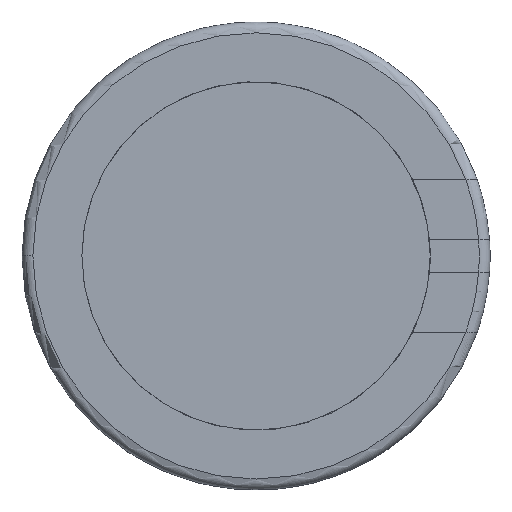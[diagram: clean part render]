
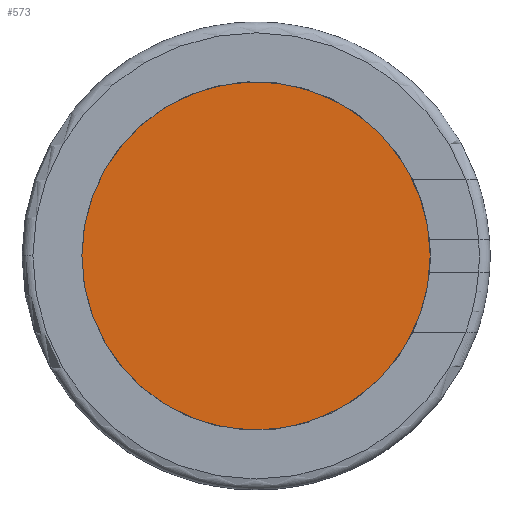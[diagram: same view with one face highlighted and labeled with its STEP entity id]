
A CAD part, top view. The second image highlights one B-rep face of the part: STEP entity #573.
In plain terms, the highlighted planar face has unit normal (0, 0, 1).
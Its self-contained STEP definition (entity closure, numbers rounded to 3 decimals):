
#335 = DIRECTION ( 'NONE',  ( 1., 0., 0. ) ) ;
#368 = AXIS2_PLACEMENT_3D ( 'NONE', #2979, #1435, #335 ) ;
#380 = VERTEX_POINT ( 'NONE', #2086 ) ;
#516 = CARTESIAN_POINT ( 'NONE',  ( 0., 0., 7.4 ) ) ;
#573 = ADVANCED_FACE ( 'NONE', ( #862 ), #4759, .T. ) ;
#862 = FACE_OUTER_BOUND ( 'NONE', #955, .T. ) ;
#955 = EDGE_LOOP ( 'NONE', ( #3004, #4687 ) ) ;
#1435 = DIRECTION ( 'NONE',  ( 0., 0., 1. ) ) ;
#1972 = VERTEX_POINT ( 'NONE', #2070 ) ;
#2070 = CARTESIAN_POINT ( 'NONE',  ( 8., 0., 7.4 ) ) ;
#2086 = CARTESIAN_POINT ( 'NONE',  ( -8., 0., 7.4 ) ) ;
#2220 = DIRECTION ( 'NONE',  ( -1., 0., 0. ) ) ;
#2552 = CARTESIAN_POINT ( 'NONE',  ( 0., 0., 7.4 ) ) ;
#2979 = CARTESIAN_POINT ( 'NONE',  ( -8., 0., 7.4 ) ) ;
#3004 = ORIENTED_EDGE ( 'NONE', *, *, #4821, .F. ) ;
#3293 = DIRECTION ( 'NONE',  ( 0., 0., -1. ) ) ;
#3384 = CIRCLE ( 'NONE', #4230, 8. ) ;
#3883 = DIRECTION ( 'NONE',  ( 0., 0., -1. ) ) ;
#3988 = AXIS2_PLACEMENT_3D ( 'NONE', #516, #3883, #4244 ) ;
#4181 = CIRCLE ( 'NONE', #3988, 8. ) ;
#4230 = AXIS2_PLACEMENT_3D ( 'NONE', #2552, #3293, #2220 ) ;
#4244 = DIRECTION ( 'NONE',  ( -1., 0., 0. ) ) ;
#4598 = EDGE_CURVE ( 'NONE', #1972, #380, #4181, .T. ) ;
#4687 = ORIENTED_EDGE ( 'NONE', *, *, #4598, .F. ) ;
#4759 = PLANE ( 'NONE',  #368 ) ;
#4821 = EDGE_CURVE ( 'NONE', #380, #1972, #3384, .T. ) ;
